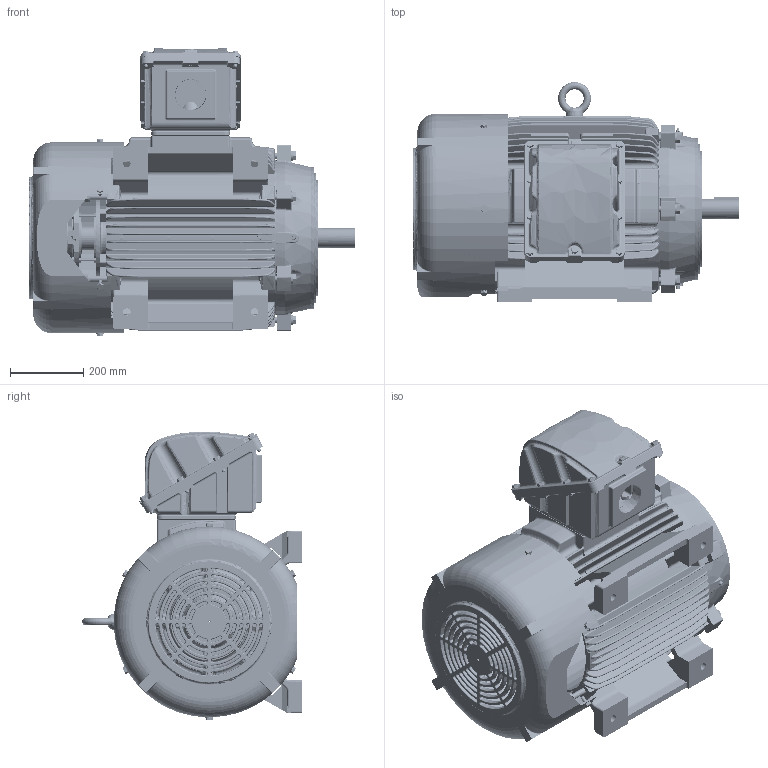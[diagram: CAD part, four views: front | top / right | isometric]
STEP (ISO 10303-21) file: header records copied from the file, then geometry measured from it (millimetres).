
FILE_DESCRIPTION(('CATIA V5 STEP Exchange'),'2;1');
FILE_NAME('31043A325--AEHHXF-405TSC.stp','2018-01-27T02:04:55+00:00',('none'),('none'),'Version 5-6 Release 2012','CATIA V5 STEP AP203','none');
FILE_SCHEMA(('CONFIG_CONTROL_DESIGN'));
Products named in the file (1): 31043A325--AEHHXF-405TSC
Bounding box: 893.72 x 602 x 790.05 mm (x, y, z)
Volume: 40094209.7 mm3; surface area: 6126593.2 mm2
Topology: 10 solids, 47 shells, 10612 faces, 27645 edges, 16277 vertices
Faces by surface type: bspline 3313, cylinder 2434, plane 1787, torus 1280, cone 1159, sphere 589, revolution 50
Entity records: 436606 total; most frequent: CARTESIAN_POINT 227574, ORIENTED_EDGE 53348, DIRECTION 27634, EDGE_CURVE 26674, VERTEX_POINT 16273, AXIS2_PLACEMENT_3D 14106, EDGE_LOOP 10998, ADVANCED_FACE 10612
